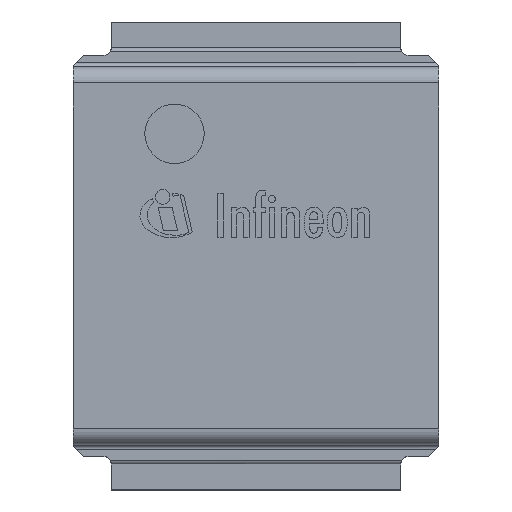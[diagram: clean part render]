
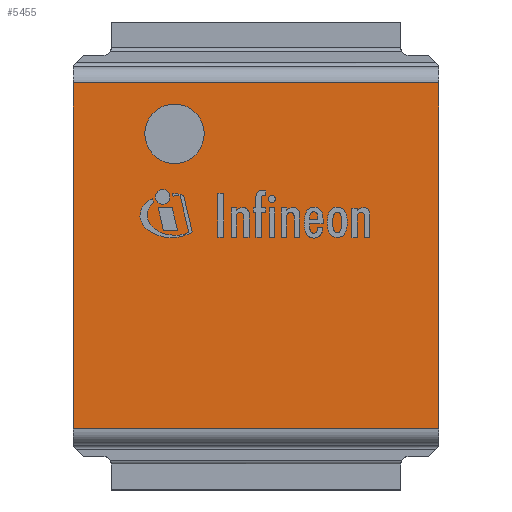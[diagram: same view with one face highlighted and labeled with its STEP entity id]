
A CAD part, top view. The second image highlights one B-rep face of the part: STEP entity #5455.
In plain terms, the highlighted planar face has unit normal (0, 0, 1).
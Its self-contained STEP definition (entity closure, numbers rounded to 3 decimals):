
#37=FACE_BOUND($,#1998,.T.);
#38=FACE_BOUND($,#1999,.T.);
#84=PLANE($,#5863);
#309=LINE($,#9304,#738);
#314=LINE($,#9321,#743);
#318=LINE($,#9333,#747);
#319=LINE($,#9335,#748);
#738=VECTOR($,#6760,4.658);
#743=VECTOR($,#6781,4.658);
#747=VECTOR($,#6799,4.925);
#748=VECTOR($,#6802,4.925);
#1105=CIRCLE($,#5815,0.4);
#1998=EDGE_LOOP($,(#4151));
#1999=EDGE_LOOP($,(#4152,#4153,#4154,#4155));
#2397=VERTEX_POINT($,#9093);
#2443=VERTEX_POINT($,#9301);
#2444=VERTEX_POINT($,#9303);
#2447=VERTEX_POINT($,#9318);
#2448=VERTEX_POINT($,#9320);
#3004=EDGE_CURVE($,#2397,#2397,#1105,.T.);
#3073=EDGE_CURVE($,#2443,#2444,#309,.T.);
#3082=EDGE_CURVE($,#2447,#2448,#314,.T.);
#3088=EDGE_CURVE($,#2447,#2444,#318,.T.);
#3089=EDGE_CURVE($,#2448,#2443,#319,.T.);
#4151=ORIENTED_EDGE($,*,*,#3004,.F.);
#4152=ORIENTED_EDGE($,*,*,#3088,.T.);
#4153=ORIENTED_EDGE($,*,*,#3073,.F.);
#4154=ORIENTED_EDGE($,*,*,#3089,.F.);
#4155=ORIENTED_EDGE($,*,*,#3082,.F.);
#5455=ADVANCED_FACE($,(#37,#38),#84,.T.);
#5815=AXIS2_PLACEMENT_3D($,#9094,#6644,#6645);
#5863=AXIS2_PLACEMENT_3D($,#9334,#6800,#6801);
#6644=DIRECTION('center_axis',(0.,0.,1.));
#6645=DIRECTION('ref_axis',(-1.,0.,0.));
#6760=DIRECTION($,(0.,-1.,0.));
#6781=DIRECTION($,(0.,1.,0.));
#6799=DIRECTION($,(1.,0.,0.));
#6800=DIRECTION('center_axis',(0.,0.,1.));
#6801=DIRECTION('ref_axis',(0.,-1.,0.));
#6802=DIRECTION($,(1.,0.,0.));
#9093=CARTESIAN_POINT('',(-0.697,1.644,0.645));
#9094=CARTESIAN_POINT('Origin',(-1.097,1.644,0.645));
#9301=CARTESIAN_POINT('',(2.463,2.329,0.645));
#9303=CARTESIAN_POINT('',(2.463,-2.329,0.645));
#9304=CARTESIAN_POINT($,(2.463,2.329,0.645));
#9318=CARTESIAN_POINT('',(-2.463,-2.329,0.645));
#9320=CARTESIAN_POINT('',(-2.463,2.329,0.645));
#9321=CARTESIAN_POINT($,(-2.463,2.329,0.645));
#9333=CARTESIAN_POINT($,(0.,-2.329,0.645));
#9334=CARTESIAN_POINT('Origin',(0.,2.329,0.645));
#9335=CARTESIAN_POINT($,(0.,2.329,0.645));
